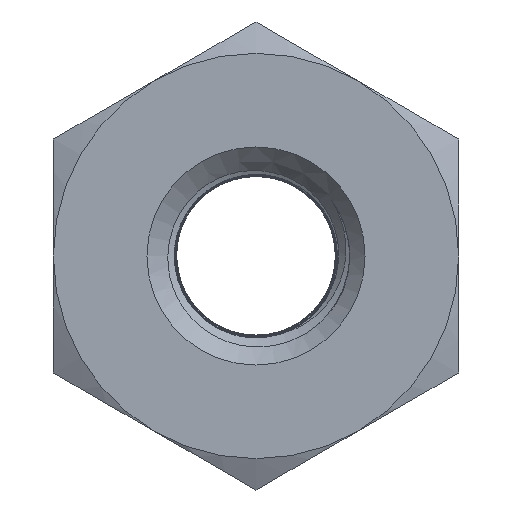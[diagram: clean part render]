
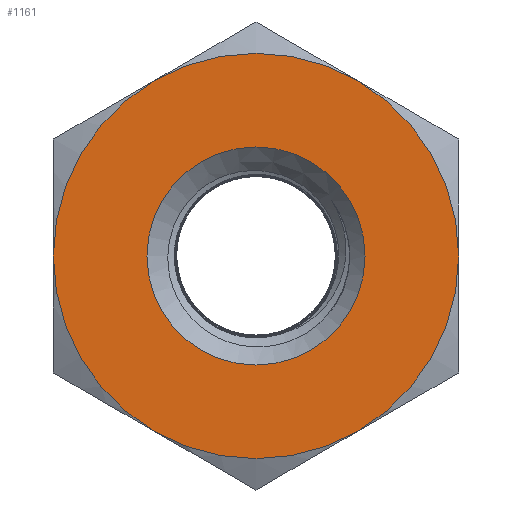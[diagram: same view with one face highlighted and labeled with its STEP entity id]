
A CAD part, left-side view. The second image highlights one B-rep face of the part: STEP entity #1161.
In plain terms, the highlighted face is planar.
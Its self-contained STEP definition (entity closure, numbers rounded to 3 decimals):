
#51=FACE_BOUND('',#192,.T.);
#61=PLANE('',#1253);
#123=FACE_OUTER_BOUND('',#191,.T.);
#191=EDGE_LOOP('',(#980,#981,#982,#983,#984,#985));
#192=EDGE_LOOP('',(#986));
#214=CIRCLE('',#1205,5.979);
#222=CIRCLE('',#1240,11.113);
#223=CIRCLE('',#1242,11.113);
#224=CIRCLE('',#1244,11.113);
#225=CIRCLE('',#1246,11.113);
#226=CIRCLE('',#1248,11.113);
#227=CIRCLE('',#1250,11.113);
#458=VERTEX_POINT('',#3045);
#502=VERTEX_POINT('',#5175);
#509=VERTEX_POINT('',#5219);
#510=VERTEX_POINT('',#5227);
#512=VERTEX_POINT('',#5237);
#514=VERTEX_POINT('',#5247);
#515=VERTEX_POINT('',#5255);
#592=EDGE_CURVE('',#458,#458,#214,.T.);
#677=EDGE_CURVE('',#509,#512,#222,.T.);
#678=EDGE_CURVE('',#510,#509,#223,.T.);
#679=EDGE_CURVE('',#512,#514,#224,.T.);
#680=EDGE_CURVE('',#514,#515,#225,.T.);
#681=EDGE_CURVE('',#515,#502,#226,.T.);
#682=EDGE_CURVE('',#502,#510,#227,.T.);
#980=ORIENTED_EDGE('',*,*,#681,.T.);
#981=ORIENTED_EDGE('',*,*,#682,.T.);
#982=ORIENTED_EDGE('',*,*,#678,.T.);
#983=ORIENTED_EDGE('',*,*,#677,.T.);
#984=ORIENTED_EDGE('',*,*,#679,.T.);
#985=ORIENTED_EDGE('',*,*,#680,.T.);
#986=ORIENTED_EDGE('',*,*,#592,.F.);
#1161=ADVANCED_FACE('',(#123,#51),#61,.T.);
#1205=AXIS2_PLACEMENT_3D('',#3047,#1354,#1355);
#1240=AXIS2_PLACEMENT_3D('',#5263,#1443,#1444);
#1242=AXIS2_PLACEMENT_3D('',#5265,#1447,#1448);
#1244=AXIS2_PLACEMENT_3D('',#5267,#1451,#1452);
#1246=AXIS2_PLACEMENT_3D('',#5269,#1455,#1456);
#1248=AXIS2_PLACEMENT_3D('',#5271,#1459,#1460);
#1250=AXIS2_PLACEMENT_3D('',#5273,#1463,#1464);
#1253=AXIS2_PLACEMENT_3D('',#7072,#1469,#1470);
#1354=DIRECTION('center_axis',(1.,0.,0.));
#1355=DIRECTION('ref_axis',(0.,0.,-1.));
#1443=DIRECTION('center_axis',(1.,0.,0.));
#1444=DIRECTION('ref_axis',(0.,0.,-1.));
#1447=DIRECTION('center_axis',(1.,0.,0.));
#1448=DIRECTION('ref_axis',(0.,0.,-1.));
#1451=DIRECTION('center_axis',(1.,0.,0.));
#1452=DIRECTION('ref_axis',(0.,0.,-1.));
#1455=DIRECTION('center_axis',(1.,0.,0.));
#1456=DIRECTION('ref_axis',(0.,0.,-1.));
#1459=DIRECTION('center_axis',(1.,0.,0.));
#1460=DIRECTION('ref_axis',(0.,0.,-1.));
#1463=DIRECTION('center_axis',(1.,0.,0.));
#1464=DIRECTION('ref_axis',(0.,0.,-1.));
#1469=DIRECTION('center_axis',(1.,0.,0.));
#1470=DIRECTION('ref_axis',(0.,0.,-1.));
#3045=CARTESIAN_POINT('',(10.925,0.,5.774));
#3047=CARTESIAN_POINT('Origin',(10.925,0.,-0.205));
#5175=CARTESIAN_POINT('',(10.925,0.,-11.317));
#5219=CARTESIAN_POINT('',(10.925,9.624,5.352));
#5227=CARTESIAN_POINT('',(10.925,9.624,-5.761));
#5237=CARTESIAN_POINT('',(10.925,0.,10.908));
#5247=CARTESIAN_POINT('',(10.925,-9.624,5.352));
#5255=CARTESIAN_POINT('',(10.925,-9.624,-5.761));
#5263=CARTESIAN_POINT('Origin',(10.925,0.,-0.205));
#5265=CARTESIAN_POINT('Origin',(10.925,0.,-0.205));
#5267=CARTESIAN_POINT('Origin',(10.925,0.,-0.205));
#5269=CARTESIAN_POINT('Origin',(10.925,0.,-0.205));
#5271=CARTESIAN_POINT('Origin',(10.925,0.,-0.205));
#5273=CARTESIAN_POINT('Origin',(10.925,0.,-0.205));
#7072=CARTESIAN_POINT('Origin',(10.925,0.,-0.205));
